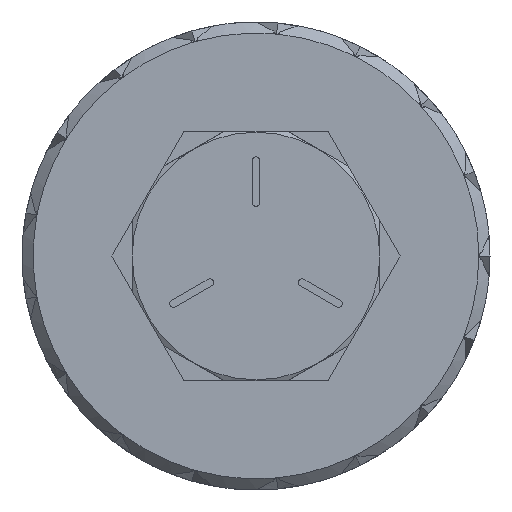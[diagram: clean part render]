
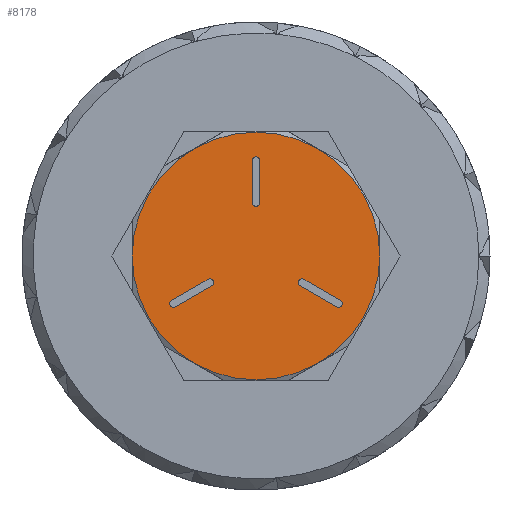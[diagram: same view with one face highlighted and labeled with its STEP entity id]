
A CAD part, front view. The second image highlights one B-rep face of the part: STEP entity #8178.
In plain terms, the highlighted face is planar.
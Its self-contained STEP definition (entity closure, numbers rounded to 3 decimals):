
#298=FACE_BOUND('',#2011,.T.);
#299=FACE_BOUND('',#2012,.T.);
#300=FACE_BOUND('',#2013,.T.);
#348=PLANE('',#8726);
#1499=FACE_OUTER_BOUND('',#2010,.T.);
#2010=EDGE_LOOP('',(#5593,#5594,#5595,#5596,#5597,#5598));
#2011=EDGE_LOOP('',(#5599,#5600,#5601,#5602));
#2012=EDGE_LOOP('',(#5603,#5604,#5605,#5606));
#2013=EDGE_LOOP('',(#5607,#5608,#5609,#5610));
#2481=CIRCLE('',#8700,0.167);
#2483=CIRCLE('',#8703,0.167);
#2488=CIRCLE('',#8714,0.167);
#2489=CIRCLE('',#8717,0.167);
#2490=CIRCLE('',#8720,0.167);
#2491=CIRCLE('',#8725,0.167);
#2492=CIRCLE('',#8727,5.556);
#2493=CIRCLE('',#8728,5.556);
#2494=CIRCLE('',#8729,5.556);
#2495=CIRCLE('',#8730,5.556);
#2496=CIRCLE('',#8731,5.556);
#2497=CIRCLE('',#8732,5.556);
#2799=LINE('',#14077,#2929);
#2803=LINE('',#14086,#2933);
#2805=LINE('',#14092,#2935);
#2808=LINE('',#14099,#2938);
#2809=LINE('',#14102,#2939);
#2811=LINE('',#14106,#2941);
#2929=VECTOR('',#9303,1000.);
#2933=VECTOR('',#9313,1000.);
#2935=VECTOR('',#9321,1000.);
#2938=VECTOR('',#9330,1000.);
#2939=VECTOR('',#9333,1000.);
#2941=VECTOR('',#9337,1000.);
#3132=VERTEX_POINT('',#14038);
#3133=VERTEX_POINT('',#14040);
#3136=VERTEX_POINT('',#14047);
#3137=VERTEX_POINT('',#14049);
#3146=VERTEX_POINT('',#14075);
#3147=VERTEX_POINT('',#14076);
#3148=VERTEX_POINT('',#14081);
#3149=VERTEX_POINT('',#14085);
#3150=VERTEX_POINT('',#14091);
#3151=VERTEX_POINT('',#14095);
#3152=VERTEX_POINT('',#14101);
#3153=VERTEX_POINT('',#14105);
#3154=VERTEX_POINT('',#14111);
#3155=VERTEX_POINT('',#14112);
#3156=VERTEX_POINT('',#14114);
#3157=VERTEX_POINT('',#14116);
#3158=VERTEX_POINT('',#14118);
#3159=VERTEX_POINT('',#14120);
#4098=EDGE_CURVE('',#3132,#3133,#2481,.T.);
#4102=EDGE_CURVE('',#3136,#3137,#2483,.T.);
#4114=EDGE_CURVE('',#3146,#3147,#2799,.T.);
#4117=EDGE_CURVE('',#3147,#3148,#2488,.T.);
#4119=EDGE_CURVE('',#3148,#3149,#2803,.T.);
#4121=EDGE_CURVE('',#3149,#3146,#2489,.T.);
#4122=EDGE_CURVE('',#3137,#3150,#2805,.T.);
#4124=EDGE_CURVE('',#3150,#3151,#2490,.T.);
#4126=EDGE_CURVE('',#3151,#3136,#2808,.T.);
#4127=EDGE_CURVE('',#3152,#3132,#2809,.T.);
#4129=EDGE_CURVE('',#3133,#3153,#2811,.T.);
#4131=EDGE_CURVE('',#3153,#3152,#2491,.T.);
#4132=EDGE_CURVE('',#3154,#3155,#2492,.T.);
#4133=EDGE_CURVE('',#3155,#3156,#2493,.T.);
#4134=EDGE_CURVE('',#3156,#3157,#2494,.T.);
#4135=EDGE_CURVE('',#3157,#3158,#2495,.T.);
#4136=EDGE_CURVE('',#3158,#3159,#2496,.T.);
#4137=EDGE_CURVE('',#3159,#3154,#2497,.T.);
#5593=ORIENTED_EDGE('',*,*,#4132,.T.);
#5594=ORIENTED_EDGE('',*,*,#4133,.T.);
#5595=ORIENTED_EDGE('',*,*,#4134,.T.);
#5596=ORIENTED_EDGE('',*,*,#4135,.T.);
#5597=ORIENTED_EDGE('',*,*,#4136,.T.);
#5598=ORIENTED_EDGE('',*,*,#4137,.T.);
#5599=ORIENTED_EDGE('',*,*,#4131,.F.);
#5600=ORIENTED_EDGE('',*,*,#4129,.F.);
#5601=ORIENTED_EDGE('',*,*,#4098,.F.);
#5602=ORIENTED_EDGE('',*,*,#4127,.F.);
#5603=ORIENTED_EDGE('',*,*,#4102,.F.);
#5604=ORIENTED_EDGE('',*,*,#4126,.F.);
#5605=ORIENTED_EDGE('',*,*,#4124,.F.);
#5606=ORIENTED_EDGE('',*,*,#4122,.F.);
#5607=ORIENTED_EDGE('',*,*,#4121,.F.);
#5608=ORIENTED_EDGE('',*,*,#4119,.F.);
#5609=ORIENTED_EDGE('',*,*,#4117,.F.);
#5610=ORIENTED_EDGE('',*,*,#4114,.F.);
#8178=ADVANCED_FACE('',(#1499,#298,#299,#300),#348,.T.);
#8700=AXIS2_PLACEMENT_3D('',#14041,#9268,#9269);
#8703=AXIS2_PLACEMENT_3D('',#14050,#9276,#9277);
#8714=AXIS2_PLACEMENT_3D('',#14082,#9308,#9309);
#8717=AXIS2_PLACEMENT_3D('',#14089,#9317,#9318);
#8720=AXIS2_PLACEMENT_3D('',#14096,#9325,#9326);
#8725=AXIS2_PLACEMENT_3D('',#14109,#9341,#9342);
#8726=AXIS2_PLACEMENT_3D('',#14110,#9343,#9344);
#8727=AXIS2_PLACEMENT_3D('',#14113,#9345,#9346);
#8728=AXIS2_PLACEMENT_3D('',#14115,#9347,#9348);
#8729=AXIS2_PLACEMENT_3D('',#14117,#9349,#9350);
#8730=AXIS2_PLACEMENT_3D('',#14119,#9351,#9352);
#8731=AXIS2_PLACEMENT_3D('',#14121,#9353,#9354);
#8732=AXIS2_PLACEMENT_3D('',#14122,#9355,#9356);
#9268=DIRECTION('center_axis',(0.,0.,1.));
#9269=DIRECTION('ref_axis',(-0.5,0.866,0.));
#9276=DIRECTION('center_axis',(0.,0.,1.));
#9277=DIRECTION('ref_axis',(-0.5,-0.866,0.));
#9303=DIRECTION('',(0.,-1.,0.));
#9308=DIRECTION('center_axis',(0.,0.,1.));
#9309=DIRECTION('ref_axis',(1.,0.,0.));
#9313=DIRECTION('',(0.,1.,0.));
#9317=DIRECTION('center_axis',(0.,0.,1.));
#9318=DIRECTION('ref_axis',(1.,0.,0.));
#9321=DIRECTION('',(-0.866,0.5,0.));
#9325=DIRECTION('center_axis',(0.,0.,1.));
#9326=DIRECTION('ref_axis',(-0.5,-0.866,0.));
#9330=DIRECTION('',(0.866,-0.5,0.));
#9333=DIRECTION('',(0.866,0.5,0.));
#9337=DIRECTION('',(-0.866,-0.5,0.));
#9341=DIRECTION('center_axis',(0.,0.,1.));
#9342=DIRECTION('ref_axis',(-0.5,0.866,0.));
#9343=DIRECTION('center_axis',(0.,0.,1.));
#9344=DIRECTION('ref_axis',(1.,0.,0.));
#9345=DIRECTION('center_axis',(0.,0.,1.));
#9346=DIRECTION('ref_axis',(1.,0.,0.));
#9347=DIRECTION('center_axis',(0.,0.,1.));
#9348=DIRECTION('ref_axis',(1.,0.,0.));
#9349=DIRECTION('center_axis',(0.,0.,1.));
#9350=DIRECTION('ref_axis',(1.,0.,0.));
#9351=DIRECTION('center_axis',(0.,0.,1.));
#9352=DIRECTION('ref_axis',(1.,0.,0.));
#9353=DIRECTION('center_axis',(0.,0.,1.));
#9354=DIRECTION('ref_axis',(1.,0.,0.));
#9355=DIRECTION('center_axis',(0.,0.,1.));
#9356=DIRECTION('ref_axis',(1.,0.,0.));
#14038=CARTESIAN_POINT('',(-1.986,-1.339,24.209));
#14040=CARTESIAN_POINT('',(-2.152,-1.05,24.209));
#14041=CARTESIAN_POINT('Origin',(-2.069,-1.195,24.209));
#14047=CARTESIAN_POINT('',(3.622,-2.284,24.209));
#14049=CARTESIAN_POINT('',(3.788,-1.995,24.209));
#14050=CARTESIAN_POINT('Origin',(3.705,-2.139,24.209));
#14075=CARTESIAN_POINT('',(-0.167,4.278,24.209));
#14076=CARTESIAN_POINT('',(-0.167,2.389,24.209));
#14077=CARTESIAN_POINT('',(-0.167,4.278,24.209));
#14081=CARTESIAN_POINT('',(0.167,2.389,24.209));
#14082=CARTESIAN_POINT('Origin',(0.,2.389,24.209));
#14085=CARTESIAN_POINT('',(0.167,4.278,24.209));
#14086=CARTESIAN_POINT('',(0.167,4.278,24.209));
#14089=CARTESIAN_POINT('Origin',(0.,4.278,24.209));
#14091=CARTESIAN_POINT('',(2.152,-1.05,24.209));
#14092=CARTESIAN_POINT('',(3.788,-1.995,24.209));
#14095=CARTESIAN_POINT('',(1.986,-1.339,24.209));
#14096=CARTESIAN_POINT('Origin',(2.069,-1.195,24.209));
#14099=CARTESIAN_POINT('',(3.622,-2.284,24.209));
#14101=CARTESIAN_POINT('',(-3.622,-2.284,24.209));
#14102=CARTESIAN_POINT('',(-3.622,-2.284,24.209));
#14105=CARTESIAN_POINT('',(-3.788,-1.995,24.209));
#14106=CARTESIAN_POINT('',(-3.788,-1.995,24.209));
#14109=CARTESIAN_POINT('Origin',(-3.705,-2.139,24.209));
#14110=CARTESIAN_POINT('Origin',(0.,0.,24.209));
#14111=CARTESIAN_POINT('',(2.778,-4.812,24.209));
#14112=CARTESIAN_POINT('',(5.556,0.,24.209));
#14113=CARTESIAN_POINT('Origin',(0.,0.,24.209));
#14114=CARTESIAN_POINT('',(2.778,4.812,24.209));
#14115=CARTESIAN_POINT('Origin',(0.,0.,24.209));
#14116=CARTESIAN_POINT('',(-2.778,4.812,24.209));
#14117=CARTESIAN_POINT('Origin',(0.,0.,24.209));
#14118=CARTESIAN_POINT('',(-5.556,0.,24.209));
#14119=CARTESIAN_POINT('Origin',(0.,0.,24.209));
#14120=CARTESIAN_POINT('',(-2.778,-4.812,24.209));
#14121=CARTESIAN_POINT('Origin',(0.,0.,24.209));
#14122=CARTESIAN_POINT('Origin',(0.,0.,24.209));
